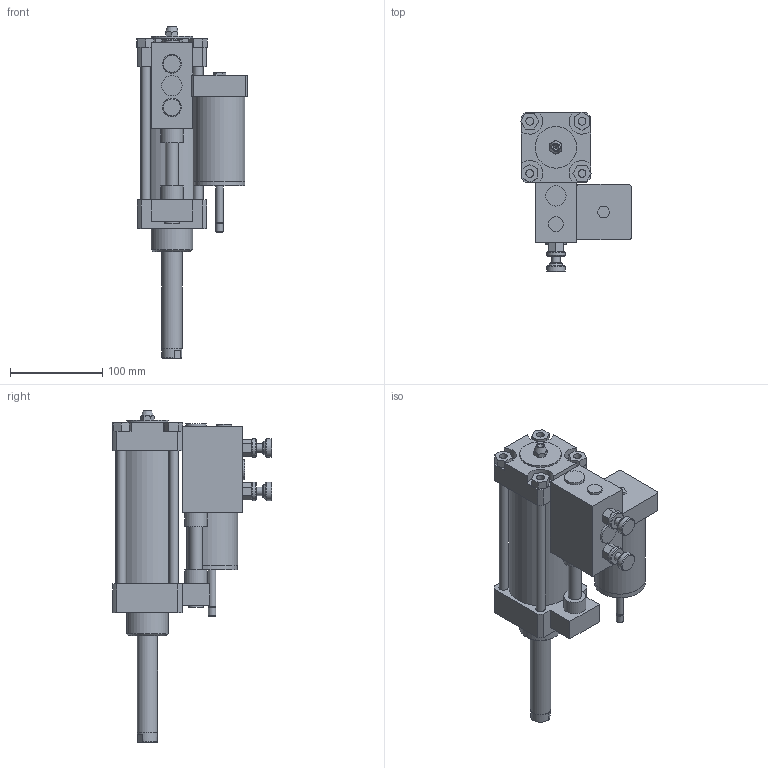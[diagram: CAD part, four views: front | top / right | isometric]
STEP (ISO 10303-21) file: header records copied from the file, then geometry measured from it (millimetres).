
FILE_DESCRIPTION((''),'2;1');
FILE_NAME('1400_63_0100_03_2.iam.stp','2009-04-23T12:01:19',(''),(''),'Autodesk Inventor 2009','Autodesk Inventor 2009','');
FILE_SCHEMA(('AUTOMOTIVE_DESIGN { 1 0 10303 214 1 1 1 1 }'));
Length unit declared in the file: millimetre
Products named in the file (6): 1400_63_0100_03_2; 1400630100; STELO 63 C100; CORPO DR 63 C100; REGOLATORE 63 DR1; REGOLATORE 63 DR2
Assembly tree (5 placements, depth 2):
  1400_63_0100_03_2
    1400630100
    STELO 63 C100
    CORPO DR 63 C100
    REGOLATORE 63 DR1
    REGOLATORE 63 DR2
Bounding box: 119.56 x 172.56 x 359 mm (x, y, z)
Volume: 1646535.1 mm3; surface area: 176444.9 mm2
Topology: 5 solids, 5 shells, 232 faces, 527 edges, 341 vertices
Faces by surface type: plane 136, cylinder 44, bspline 33, cone 19
Full cylindrical faces by diameter (mm): 2 x3, 8 x2, 9 x2, 10 x4, 14 x3, 16 x2, 20 x4, 21.7 x1, 22 x4, 24 x2, 45 x2, 54.9 x1, 55 x1, 68 x1
Entity records: 6832 total; most frequent: CARTESIAN_POINT 1518, DIRECTION 996, ORIENTED_EDGE 910, EDGE_CURVE 455, AXIS2_PLACEMENT_3D 365, EDGE_LOOP 340, VERTEX_POINT 333, VECTOR 266
